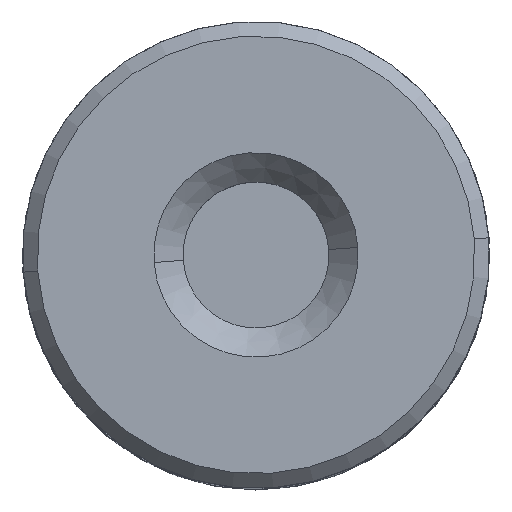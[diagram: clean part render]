
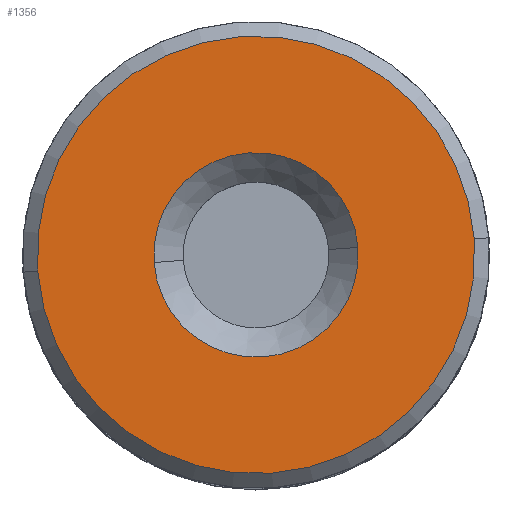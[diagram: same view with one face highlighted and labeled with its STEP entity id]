
A CAD part, top view. The second image highlights one B-rep face of the part: STEP entity #1356.
In plain terms, the highlighted face is planar.
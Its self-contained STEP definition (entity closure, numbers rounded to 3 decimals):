
#99 = EDGE_CURVE ( 'NONE', #2420, #1003, #2736, .T. ) ;
#132 = FACE_OUTER_BOUND ( 'NONE', #467, .T. ) ;
#133 = CARTESIAN_POINT ( 'NONE',  ( 3.5, 0., 0. ) ) ;
#139 = CARTESIAN_POINT ( 'NONE',  ( -7.49, 0., 0. ) ) ;
#155 = AXIS2_PLACEMENT_3D ( 'NONE', #1506, #2228, #2207 ) ;
#161 = DIRECTION ( 'NONE',  ( 0., 0., 1. ) ) ;
#192 = DIRECTION ( 'NONE',  ( 1., 0., 0. ) ) ;
#225 = CARTESIAN_POINT ( 'NONE',  ( 0., 0., 0. ) ) ;
#295 = ORIENTED_EDGE ( 'NONE', *, *, #99, .T. ) ;
#303 = CARTESIAN_POINT ( 'NONE',  ( 0., 0., 0. ) ) ;
#390 = AXIS2_PLACEMENT_3D ( 'NONE', #303, #520, #2138 ) ;
#460 = EDGE_CURVE ( 'NONE', #1782, #2533, #2955, .T. ) ;
#467 = EDGE_LOOP ( 'NONE', ( #1019, #2216 ) ) ;
#520 = DIRECTION ( 'NONE',  ( 0., 0., 1. ) ) ;
#610 = ORIENTED_EDGE ( 'NONE', *, *, #2651, .T. ) ;
#772 = AXIS2_PLACEMENT_3D ( 'NONE', #225, #1808, #2491 ) ;
#990 = CARTESIAN_POINT ( 'NONE',  ( 7.49, 0., 0. ) ) ;
#1003 = VERTEX_POINT ( 'NONE', #133 ) ;
#1019 = ORIENTED_EDGE ( 'NONE', *, *, #460, .T. ) ;
#1074 = DIRECTION ( 'NONE',  ( 1., 0., 0. ) ) ;
#1220 = AXIS2_PLACEMENT_3D ( 'NONE', #2020, #1559, #192 ) ;
#1356 = ADVANCED_FACE ( 'NONE', ( #2563, #132 ), #2815, .F. ) ;
#1506 = CARTESIAN_POINT ( 'NONE',  ( 0., 0., 0. ) ) ;
#1559 = DIRECTION ( 'NONE',  ( 0., 0., -1. ) ) ;
#1621 = EDGE_CURVE ( 'NONE', #2533, #1782, #2693, .T. ) ;
#1782 = VERTEX_POINT ( 'NONE', #990 ) ;
#1808 = DIRECTION ( 'NONE',  ( 0., 0., -1. ) ) ;
#2020 = CARTESIAN_POINT ( 'NONE',  ( 0., 0., 0. ) ) ;
#2138 = DIRECTION ( 'NONE',  ( 1., 0., 0. ) ) ;
#2207 = DIRECTION ( 'NONE',  ( 1., 0., 0. ) ) ;
#2216 = ORIENTED_EDGE ( 'NONE', *, *, #1621, .T. ) ;
#2228 = DIRECTION ( 'NONE',  ( 0., 0., 1. ) ) ;
#2278 = CIRCLE ( 'NONE', #2641, 3.5 ) ;
#2356 = CARTESIAN_POINT ( 'NONE',  ( -3.5, 0., 0. ) ) ;
#2420 = VERTEX_POINT ( 'NONE', #2356 ) ;
#2491 = DIRECTION ( 'NONE',  ( 1., 0., 0. ) ) ;
#2533 = VERTEX_POINT ( 'NONE', #139 ) ;
#2563 = FACE_BOUND ( 'NONE', #2780, .T. ) ;
#2641 = AXIS2_PLACEMENT_3D ( 'NONE', #2830, #161, #1074 ) ;
#2651 = EDGE_CURVE ( 'NONE', #1003, #2420, #2278, .T. ) ;
#2693 = CIRCLE ( 'NONE', #772, 7.49 ) ;
#2736 = CIRCLE ( 'NONE', #155, 3.5 ) ;
#2780 = EDGE_LOOP ( 'NONE', ( #295, #610 ) ) ;
#2815 = PLANE ( 'NONE',  #390 ) ;
#2830 = CARTESIAN_POINT ( 'NONE',  ( 0., 0., 0. ) ) ;
#2955 = CIRCLE ( 'NONE', #1220, 7.49 ) ;
